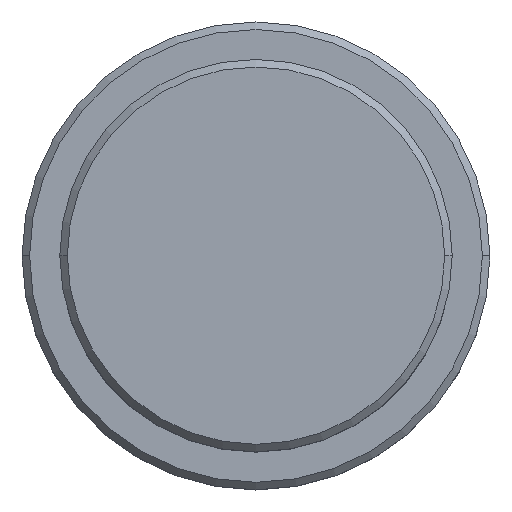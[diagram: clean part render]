
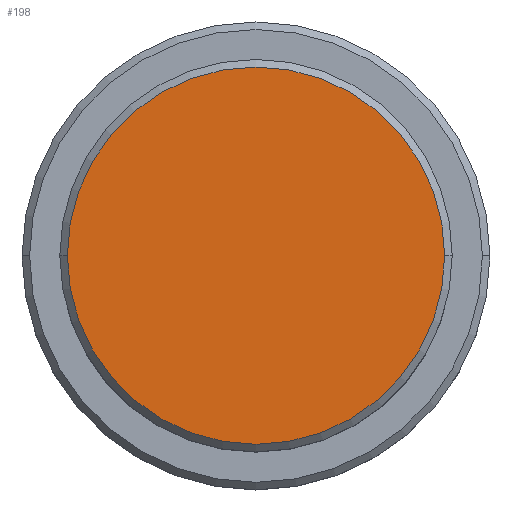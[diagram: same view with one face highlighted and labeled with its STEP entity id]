
A CAD part, top view. The second image highlights one B-rep face of the part: STEP entity #198.
In plain terms, the highlighted planar face has unit normal (0, 0, 1).
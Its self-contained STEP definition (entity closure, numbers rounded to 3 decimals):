
#3 = EDGE_LOOP ( 'NONE', ( #750, #1024 ) ) ;
#145 = DIRECTION ( 'NONE',  ( 1., 0., 0. ) ) ;
#198 = ADVANCED_FACE ( 'NONE', ( #1339 ), #454, .T. ) ;
#215 = CIRCLE ( 'NONE', #1013, 12.5 ) ;
#250 = CARTESIAN_POINT ( 'NONE',  ( 0., 0., 0. ) ) ;
#296 = AXIS2_PLACEMENT_3D ( 'NONE', #584, #599, #1026 ) ;
#447 = CARTESIAN_POINT ( 'NONE',  ( 12.5, 0., 0. ) ) ;
#454 = PLANE ( 'NONE',  #565 ) ;
#468 = EDGE_CURVE ( 'NONE', #1116, #1279, #912, .T. ) ;
#476 = DIRECTION ( 'NONE',  ( 0., 0., 1. ) ) ;
#511 = CARTESIAN_POINT ( 'NONE',  ( -12.5, 0., 0. ) ) ;
#556 = CARTESIAN_POINT ( 'NONE',  ( 0., 0., 0. ) ) ;
#565 = AXIS2_PLACEMENT_3D ( 'NONE', #556, #476, #145 ) ;
#584 = CARTESIAN_POINT ( 'NONE',  ( 0., 0., 0. ) ) ;
#599 = DIRECTION ( 'NONE',  ( 0., 0., 1. ) ) ;
#677 = DIRECTION ( 'NONE',  ( 1., 0., 0. ) ) ;
#750 = ORIENTED_EDGE ( 'NONE', *, *, #468, .T. ) ;
#912 = CIRCLE ( 'NONE', #296, 12.5 ) ;
#938 = EDGE_CURVE ( 'NONE', #1279, #1116, #215, .T. ) ;
#1013 = AXIS2_PLACEMENT_3D ( 'NONE', #250, #1132, #677 ) ;
#1024 = ORIENTED_EDGE ( 'NONE', *, *, #938, .T. ) ;
#1026 = DIRECTION ( 'NONE',  ( 1., 0., 0. ) ) ;
#1116 = VERTEX_POINT ( 'NONE', #511 ) ;
#1132 = DIRECTION ( 'NONE',  ( 0., 0., 1. ) ) ;
#1279 = VERTEX_POINT ( 'NONE', #447 ) ;
#1339 = FACE_OUTER_BOUND ( 'NONE', #3, .T. ) ;
